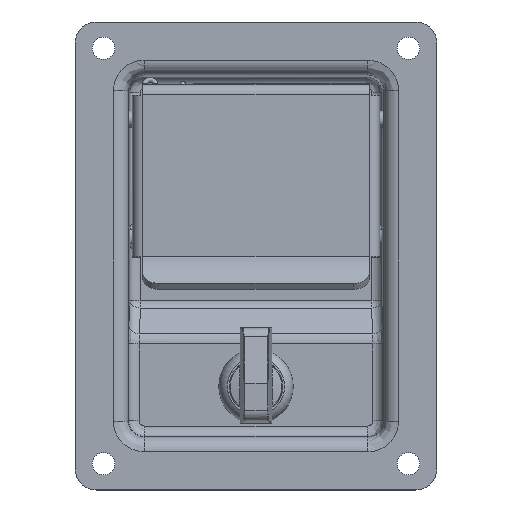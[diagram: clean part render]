
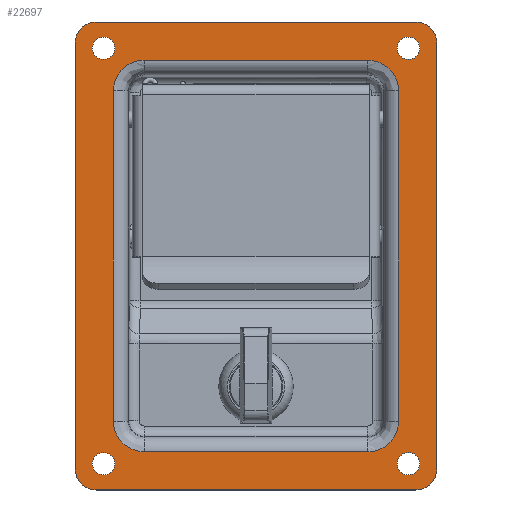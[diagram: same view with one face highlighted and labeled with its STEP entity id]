
A CAD part, top view. The second image highlights one B-rep face of the part: STEP entity #22697.
In plain terms, the highlighted planar face has unit normal (0, 0, 1).
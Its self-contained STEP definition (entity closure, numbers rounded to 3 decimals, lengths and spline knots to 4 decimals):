
#88=ELLIPSE('',#24120,0.3607,0.3603);
#89=ELLIPSE('',#24121,0.3607,0.3603);
#90=ELLIPSE('',#24122,0.3607,0.3603);
#91=ELLIPSE('',#24123,0.3607,0.3603);
#231=FACE_BOUND('',#3638,.T.);
#232=FACE_BOUND('',#3639,.T.);
#233=FACE_BOUND('',#3640,.T.);
#234=FACE_BOUND('',#3641,.T.);
#235=FACE_BOUND('',#3642,.T.);
#907=PLANE('',#24117);
#1370=CIRCLE('',#24102,0.1325);
#1371=CIRCLE('',#24104,0.1325);
#1372=CIRCLE('',#24106,0.1325);
#1373=CIRCLE('',#24108,0.1325);
#1375=CIRCLE('',#24111,0.25);
#1376=CIRCLE('',#24115,0.25);
#1377=CIRCLE('',#24118,0.25);
#1378=CIRCLE('',#24119,0.25);
#2372=FACE_OUTER_BOUND('',#3637,.T.);
#3637=EDGE_LOOP('',(#17507,#17508,#17509,#17510,#17511,#17512,#17513,#17514));
#3638=EDGE_LOOP('',(#17515));
#3639=EDGE_LOOP('',(#17516));
#3640=EDGE_LOOP('',(#17517));
#3641=EDGE_LOOP('',(#17518));
#3642=EDGE_LOOP('',(#17519,#17520,#17521,#17522,#17523,#17524,#17525,#17526));
#5587=LINE('',#37591,#7507);
#5590=LINE('',#37601,#7510);
#5592=LINE('',#37607,#7512);
#5593=LINE('',#37609,#7513);
#5594=LINE('',#37612,#7514);
#5595=LINE('',#37616,#7515);
#5596=LINE('',#37620,#7516);
#5597=LINE('',#37624,#7517);
#7507=VECTOR('',#27923,0.3937);
#7510=VECTOR('',#27934,0.3937);
#7512=VECTOR('',#27940,0.3937);
#7513=VECTOR('',#27943,0.3937);
#7514=VECTOR('',#27944,0.3937);
#7515=VECTOR('',#27947,0.3937);
#7516=VECTOR('',#27950,0.3937);
#7517=VECTOR('',#27953,0.3937);
#9966=VERTEX_POINT('',#37565);
#9967=VERTEX_POINT('',#37569);
#9968=VERTEX_POINT('',#37573);
#9969=VERTEX_POINT('',#37577);
#9971=VERTEX_POINT('',#37583);
#9972=VERTEX_POINT('',#37585);
#9973=VERTEX_POINT('',#37589);
#9974=VERTEX_POINT('',#37594);
#9975=VERTEX_POINT('',#37596);
#9976=VERTEX_POINT('',#37600);
#9977=VERTEX_POINT('',#37604);
#9978=VERTEX_POINT('',#37606);
#9979=VERTEX_POINT('',#37610);
#9980=VERTEX_POINT('',#37611);
#9981=VERTEX_POINT('',#37613);
#9982=VERTEX_POINT('',#37615);
#9983=VERTEX_POINT('',#37617);
#9984=VERTEX_POINT('',#37619);
#9985=VERTEX_POINT('',#37621);
#9986=VERTEX_POINT('',#37623);
#12645=EDGE_CURVE('',#9966,#9966,#1370,.T.);
#12647=EDGE_CURVE('',#9967,#9967,#1371,.T.);
#12649=EDGE_CURVE('',#9968,#9968,#1372,.T.);
#12651=EDGE_CURVE('',#9969,#9969,#1373,.T.);
#12655=EDGE_CURVE('',#9971,#9972,#1375,.T.);
#12658=EDGE_CURVE('',#9971,#9973,#5587,.T.);
#12660=EDGE_CURVE('',#9974,#9975,#1376,.T.);
#12662=EDGE_CURVE('',#9976,#9975,#5590,.T.);
#12664=EDGE_CURVE('',#9977,#9973,#1377,.T.);
#12665=EDGE_CURVE('',#9977,#9978,#5592,.T.);
#12666=EDGE_CURVE('',#9976,#9978,#1378,.T.);
#12667=EDGE_CURVE('',#9974,#9972,#5593,.T.);
#12668=EDGE_CURVE('',#9979,#9980,#5594,.T.);
#12669=EDGE_CURVE('',#9981,#9979,#88,.T.);
#12670=EDGE_CURVE('',#9982,#9981,#5595,.T.);
#12671=EDGE_CURVE('',#9983,#9982,#89,.T.);
#12672=EDGE_CURVE('',#9984,#9983,#5596,.T.);
#12673=EDGE_CURVE('',#9985,#9984,#90,.T.);
#12674=EDGE_CURVE('',#9986,#9985,#5597,.T.);
#12675=EDGE_CURVE('',#9980,#9986,#91,.T.);
#17507=ORIENTED_EDGE('',*,*,#12655,.F.);
#17508=ORIENTED_EDGE('',*,*,#12658,.T.);
#17509=ORIENTED_EDGE('',*,*,#12664,.F.);
#17510=ORIENTED_EDGE('',*,*,#12665,.T.);
#17511=ORIENTED_EDGE('',*,*,#12666,.F.);
#17512=ORIENTED_EDGE('',*,*,#12662,.T.);
#17513=ORIENTED_EDGE('',*,*,#12660,.F.);
#17514=ORIENTED_EDGE('',*,*,#12667,.T.);
#17515=ORIENTED_EDGE('',*,*,#12645,.T.);
#17516=ORIENTED_EDGE('',*,*,#12647,.T.);
#17517=ORIENTED_EDGE('',*,*,#12649,.T.);
#17518=ORIENTED_EDGE('',*,*,#12651,.T.);
#17519=ORIENTED_EDGE('',*,*,#12668,.F.);
#17520=ORIENTED_EDGE('',*,*,#12669,.F.);
#17521=ORIENTED_EDGE('',*,*,#12670,.F.);
#17522=ORIENTED_EDGE('',*,*,#12671,.F.);
#17523=ORIENTED_EDGE('',*,*,#12672,.F.);
#17524=ORIENTED_EDGE('',*,*,#12673,.F.);
#17525=ORIENTED_EDGE('',*,*,#12674,.F.);
#17526=ORIENTED_EDGE('',*,*,#12675,.F.);
#22697=ADVANCED_FACE('',(#2372,#231,#232,#233,#234,#235),#907,.T.);
#24102=AXIS2_PLACEMENT_3D('',#37566,#27894,#27895);
#24104=AXIS2_PLACEMENT_3D('',#37570,#27899,#27900);
#24106=AXIS2_PLACEMENT_3D('',#37574,#27904,#27905);
#24108=AXIS2_PLACEMENT_3D('',#37578,#27909,#27910);
#24111=AXIS2_PLACEMENT_3D('',#37586,#27917,#27918);
#24115=AXIS2_PLACEMENT_3D('',#37597,#27929,#27930);
#24117=AXIS2_PLACEMENT_3D('',#37603,#27936,#27937);
#24118=AXIS2_PLACEMENT_3D('',#37605,#27938,#27939);
#24119=AXIS2_PLACEMENT_3D('',#37608,#27941,#27942);
#24120=AXIS2_PLACEMENT_3D('',#37614,#27945,#27946);
#24121=AXIS2_PLACEMENT_3D('',#37618,#27948,#27949);
#24122=AXIS2_PLACEMENT_3D('',#37622,#27951,#27952);
#24123=AXIS2_PLACEMENT_3D('',#37625,#27954,#27955);
#27894=DIRECTION('center_axis',(0.,0.,-1.));
#27895=DIRECTION('ref_axis',(-1.,0.,0.));
#27899=DIRECTION('center_axis',(0.,0.,-1.));
#27900=DIRECTION('ref_axis',(-1.,0.,0.));
#27904=DIRECTION('center_axis',(0.,0.,-1.));
#27905=DIRECTION('ref_axis',(-1.,0.,0.));
#27909=DIRECTION('center_axis',(0.,0.,-1.));
#27910=DIRECTION('ref_axis',(-1.,0.,0.));
#27917=DIRECTION('center_axis',(0.,0.,-1.));
#27918=DIRECTION('ref_axis',(0.707,-0.707,0.));
#27923=DIRECTION('',(0.,1.,0.));
#27929=DIRECTION('center_axis',(0.,0.,-1.));
#27930=DIRECTION('ref_axis',(-0.707,-0.707,0.));
#27934=DIRECTION('',(0.,-1.,0.));
#27936=DIRECTION('center_axis',(0.,0.,1.));
#27937=DIRECTION('ref_axis',(1.,0.,0.));
#27938=DIRECTION('center_axis',(0.,0.,-1.));
#27939=DIRECTION('ref_axis',(0.707,0.707,0.));
#27940=DIRECTION('',(-1.,0.,0.));
#27941=DIRECTION('center_axis',(0.,0.,-1.));
#27942=DIRECTION('ref_axis',(-0.707,0.707,0.));
#27943=DIRECTION('',(1.,0.,0.));
#27944=DIRECTION('',(0.,-1.,0.));
#27945=DIRECTION('center_axis',(0.,0.,1.));
#27946=DIRECTION('ref_axis',(-0.707,0.707,0.));
#27947=DIRECTION('',(-1.,0.,0.));
#27948=DIRECTION('center_axis',(0.,0.,1.));
#27949=DIRECTION('ref_axis',(0.707,0.707,0.));
#27950=DIRECTION('',(0.,1.,0.));
#27951=DIRECTION('center_axis',(0.,0.,1.));
#27952=DIRECTION('ref_axis',(0.707,-0.707,0.));
#27953=DIRECTION('',(1.,0.,0.));
#27954=DIRECTION('center_axis',(0.,0.,1.));
#27955=DIRECTION('ref_axis',(-0.707,-0.707,0.));
#37565=CARTESIAN_POINT('',(1.9235,-4.0499,0.));
#37566=CARTESIAN_POINT('Origin',(1.791,-4.0499,0.));
#37569=CARTESIAN_POINT('',(-1.6585,-4.0499,0.));
#37570=CARTESIAN_POINT('Origin',(-1.791,-4.0499,0.));
#37573=CARTESIAN_POINT('',(1.9235,0.8321,0.));
#37574=CARTESIAN_POINT('Origin',(1.791,0.8321,0.));
#37577=CARTESIAN_POINT('',(-1.6585,0.8321,0.));
#37578=CARTESIAN_POINT('Origin',(-1.791,0.8321,0.));
#37583=CARTESIAN_POINT('',(2.125,-4.1089,0.));
#37585=CARTESIAN_POINT('',(1.875,-4.3589,0.));
#37586=CARTESIAN_POINT('Origin',(1.875,-4.1089,0.));
#37589=CARTESIAN_POINT('',(2.125,0.8911,0.));
#37591=CARTESIAN_POINT('',(2.125,-4.3589,0.));
#37594=CARTESIAN_POINT('',(-1.875,-4.3589,0.));
#37596=CARTESIAN_POINT('',(-2.125,-4.1089,0.));
#37597=CARTESIAN_POINT('Origin',(-1.875,-4.1089,0.));
#37600=CARTESIAN_POINT('',(-2.125,0.8911,0.));
#37601=CARTESIAN_POINT('',(-2.125,1.1411,0.));
#37603=CARTESIAN_POINT('Origin',(0.,-1.6089,0.));
#37604=CARTESIAN_POINT('',(1.875,1.1411,0.));
#37605=CARTESIAN_POINT('Origin',(1.875,0.8911,0.));
#37606=CARTESIAN_POINT('',(-1.875,1.1411,0.));
#37607=CARTESIAN_POINT('',(2.125,1.1411,0.));
#37608=CARTESIAN_POINT('Origin',(-1.875,0.8911,0.));
#37609=CARTESIAN_POINT('',(-2.125,-4.3589,0.));
#37610=CARTESIAN_POINT('',(-1.6756,0.3316,0.));
#37611=CARTESIAN_POINT('',(-1.6756,-3.5495,0.));
#37612=CARTESIAN_POINT('',(-1.6756,-2.6844,0.));
#37613=CARTESIAN_POINT('',(-1.3156,0.6917,0.));
#37614=CARTESIAN_POINT('Origin',(-1.3151,0.3312,0.));
#37615=CARTESIAN_POINT('',(1.3156,0.6917,0.));
#37616=CARTESIAN_POINT('',(-0.7629,0.6917,0.));
#37617=CARTESIAN_POINT('',(1.6756,0.3316,0.));
#37618=CARTESIAN_POINT('Origin',(1.3151,0.3312,0.));
#37619=CARTESIAN_POINT('',(1.6756,-3.5495,0.));
#37620=CARTESIAN_POINT('',(1.6756,-0.5335,0.));
#37621=CARTESIAN_POINT('',(1.3156,-3.9096,0.));
#37622=CARTESIAN_POINT('Origin',(1.3151,-3.549,0.));
#37623=CARTESIAN_POINT('',(-1.3156,-3.9096,0.));
#37624=CARTESIAN_POINT('',(0.7629,-3.9096,0.));
#37625=CARTESIAN_POINT('Origin',(-1.3151,-3.549,0.));
